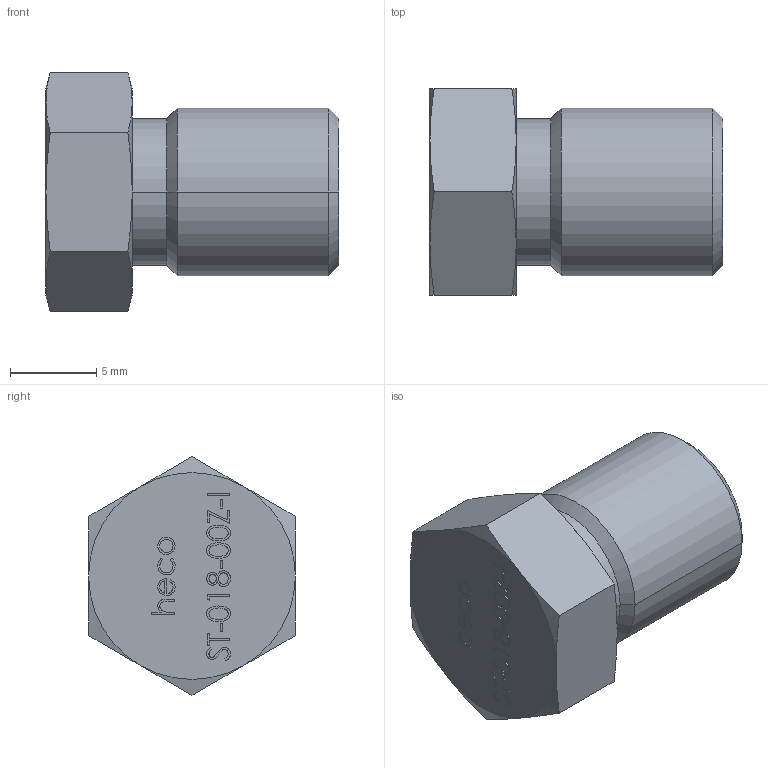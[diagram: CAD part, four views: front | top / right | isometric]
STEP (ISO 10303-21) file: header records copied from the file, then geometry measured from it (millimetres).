
FILE_DESCRIPTION (( 'STEP AP214' ), '1' );
FILE_NAME ('heco_ST-018-00Z-I.STEP', '2016-09-14T14:09:35', ( '' ), ( '' ), 'SwSTEP 2.0', 'SolidWorks 2016', '' );
FILE_SCHEMA (( 'AUTOMOTIVE_DESIGN' ));
Length unit declared in the file: millimetre
Products named in the file (1): heco_ST-018-00Z-I
Bounding box: 17.05 x 12 x 13.86 mm (x, y, z)
Volume: 1467.7 mm3; surface area: 826 mm2
Topology: 1 solids, 1 shells, 199 faces, 501 edges, 328 vertices
Faces by surface type: bspline 94, plane 85, cone 16, cylinder 4
Entity records: 13088 total; most frequent: CARTESIAN_POINT 7187, ORIENTED_EDGE 1002, DIRECTION 523, EDGE_CURVE 501, VERTEX_POINT 328, VECTOR 267, LINE 267, EDGE_LOOP 223
